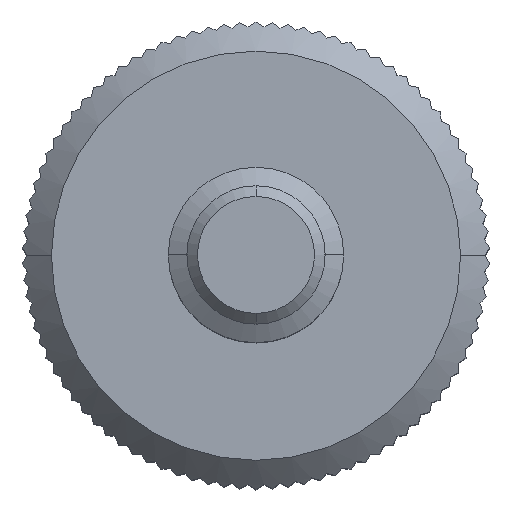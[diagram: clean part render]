
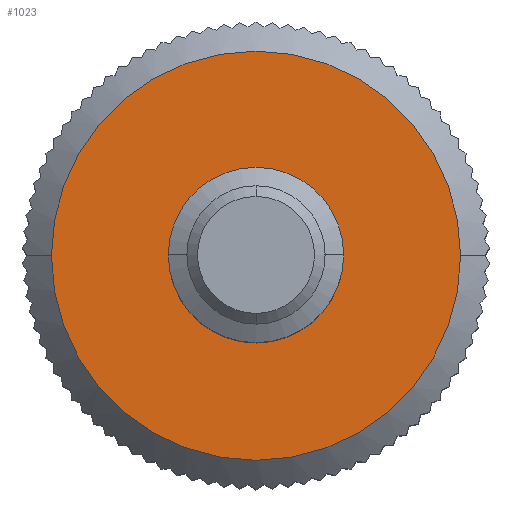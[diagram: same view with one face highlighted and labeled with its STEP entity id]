
A CAD part, top view. The second image highlights one B-rep face of the part: STEP entity #1023.
In plain terms, the highlighted planar face has unit normal (0, 0, 1).
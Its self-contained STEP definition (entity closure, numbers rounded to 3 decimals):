
#6 = CARTESIAN_POINT ( 'NONE',  ( -3.5, 0., 0. ) ) ;
#14 = DIRECTION ( 'NONE',  ( 0., 0., -1. ) ) ;
#245 = AXIS2_PLACEMENT_3D ( 'NONE', #3104, #4170, #4761 ) ;
#281 = ORIENTED_EDGE ( 'NONE', *, *, #2042, .T. ) ;
#302 = ORIENTED_EDGE ( 'NONE', *, *, #2847, .T. ) ;
#864 = DIRECTION ( 'NONE',  ( 0., 0., -1. ) ) ;
#1023 = ADVANCED_FACE ( 'NONE', ( #6155, #6063 ), #3499, .F. ) ;
#1243 = AXIS2_PLACEMENT_3D ( 'NONE', #2950, #14, #5330 ) ;
#1987 = DIRECTION ( 'NONE',  ( -1., 0., 0. ) ) ;
#2022 = EDGE_LOOP ( 'NONE', ( #4806, #302 ) ) ;
#2042 = EDGE_CURVE ( 'NONE', #5075, #4980, #7508, .T. ) ;
#2112 = CARTESIAN_POINT ( 'NONE',  ( 3.5, 0., 0. ) ) ;
#2204 = DIRECTION ( 'NONE',  ( 0., 0., -1. ) ) ;
#2523 = CIRCLE ( 'NONE', #245, 3.5 ) ;
#2581 = EDGE_LOOP ( 'NONE', ( #281, #4093 ) ) ;
#2600 = CARTESIAN_POINT ( 'NONE',  ( 0., 0., 0. ) ) ;
#2847 = EDGE_CURVE ( 'NONE', #3407, #5291, #2523, .T. ) ;
#2950 = CARTESIAN_POINT ( 'NONE',  ( 0., 0., 0. ) ) ;
#3104 = CARTESIAN_POINT ( 'NONE',  ( 0., 0., 0. ) ) ;
#3407 = VERTEX_POINT ( 'NONE', #2112 ) ;
#3499 = PLANE ( 'NONE',  #1243 ) ;
#4025 = DIRECTION ( 'NONE',  ( -1., 0., 0. ) ) ;
#4093 = ORIENTED_EDGE ( 'NONE', *, *, #4168, .T. ) ;
#4168 = EDGE_CURVE ( 'NONE', #4980, #5075, #7586, .T. ) ;
#4170 = DIRECTION ( 'NONE',  ( 0., 0., 1. ) ) ;
#4292 = AXIS2_PLACEMENT_3D ( 'NONE', #5728, #2204, #4025 ) ;
#4761 = DIRECTION ( 'NONE',  ( -1., 0., 0. ) ) ;
#4806 = ORIENTED_EDGE ( 'NONE', *, *, #7378, .T. ) ;
#4980 = VERTEX_POINT ( 'NONE', #6091 ) ;
#5017 = DIRECTION ( 'NONE',  ( -1., 0., 0. ) ) ;
#5075 = VERTEX_POINT ( 'NONE', #5637 ) ;
#5291 = VERTEX_POINT ( 'NONE', #6 ) ;
#5324 = AXIS2_PLACEMENT_3D ( 'NONE', #6151, #5511, #1987 ) ;
#5330 = DIRECTION ( 'NONE',  ( -1., 0., 0. ) ) ;
#5511 = DIRECTION ( 'NONE',  ( 0., 0., 1. ) ) ;
#5637 = CARTESIAN_POINT ( 'NONE',  ( -1., 0., 0. ) ) ;
#5728 = CARTESIAN_POINT ( 'NONE',  ( 0., 0., 0. ) ) ;
#6063 = FACE_BOUND ( 'NONE', #2581, .T. ) ;
#6091 = CARTESIAN_POINT ( 'NONE',  ( 1., 0., 0. ) ) ;
#6151 = CARTESIAN_POINT ( 'NONE',  ( 0., 0., 0. ) ) ;
#6155 = FACE_OUTER_BOUND ( 'NONE', #2022, .T. ) ;
#6250 = AXIS2_PLACEMENT_3D ( 'NONE', #2600, #864, #5017 ) ;
#7346 = CIRCLE ( 'NONE', #5324, 3.5 ) ;
#7378 = EDGE_CURVE ( 'NONE', #5291, #3407, #7346, .T. ) ;
#7508 = CIRCLE ( 'NONE', #4292, 1. ) ;
#7586 = CIRCLE ( 'NONE', #6250, 1. ) ;
